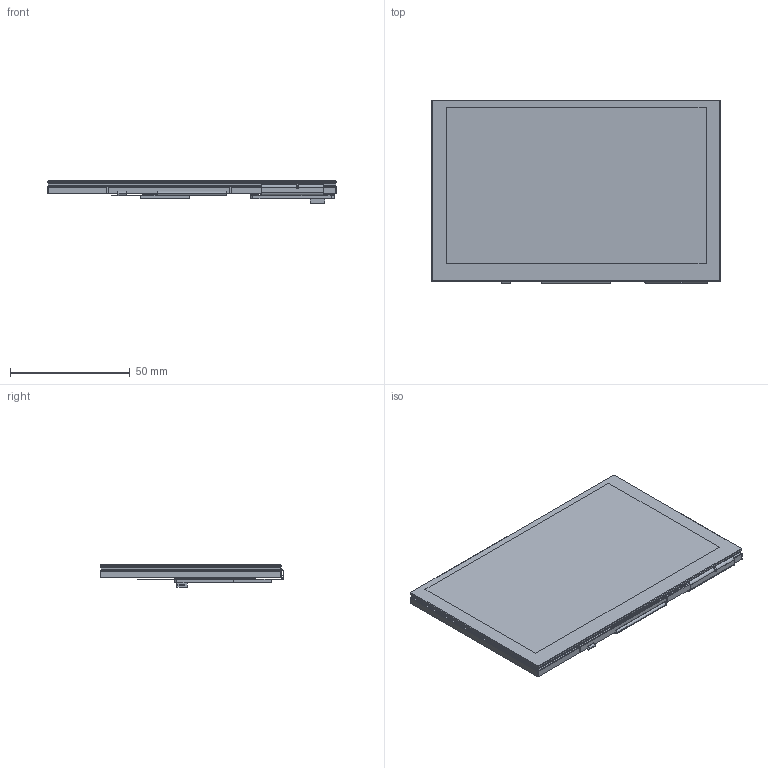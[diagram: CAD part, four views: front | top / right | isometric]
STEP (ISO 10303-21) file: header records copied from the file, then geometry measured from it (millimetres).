
FILE_DESCRIPTION(/* description */ (''),/* implementation_level */ '2;1');
FILE_NAME(/* name */ '3D_RVT50HQLNWCA0_Rev.1.0.stp',/* time_stamp */ '2022-10-17T08:45:29+02:00',/* author */ ('Mateusz Natywa'),/* organization */ (''),/* preprocessor_version */ 'ST-DEVELOPER v17',/* originating_system */ 'Autodesk Inventor 2019',/* authorisation */ '');
FILE_SCHEMA (('AUTOMOTIVE_DESIGN { 1 0 10303 214 3 1 1 }'));
Length unit declared in the file: millimetre
Products named in the file (10): RVT50HQTNWC00_Rev.1.0; TFT; DISP; FPC; Assembly1; CG; SCA; SENSOR; FPC_1; DST_2
Assembly tree (9 placements, depth 3):
  RVT50HQTNWC00_Rev.1.0
    TFT
      DISP
      FPC
    Assembly1
      CG
      SCA
      SENSOR
      FPC_1
      DST_2
Bounding box: 120.7 x 76.71 x 9.34 mm (x, y, z)
Volume: 45866.6 mm3; surface area: 85333.2 mm2
Topology: 8 solids, 8 shells, 435 faces, 1207 edges, 792 vertices
Faces by surface type: plane 362, cylinder 57, cone 8, sphere 4, bspline 4
Entity records: 14295 total; most frequent: CARTESIAN_POINT 2557, ORIENTED_EDGE 2414, DIRECTION 2221, EDGE_CURVE 1207, LINE 1077, VECTOR 1077, VERTEX_POINT 792, AXIS2_PLACEMENT_3D 572
